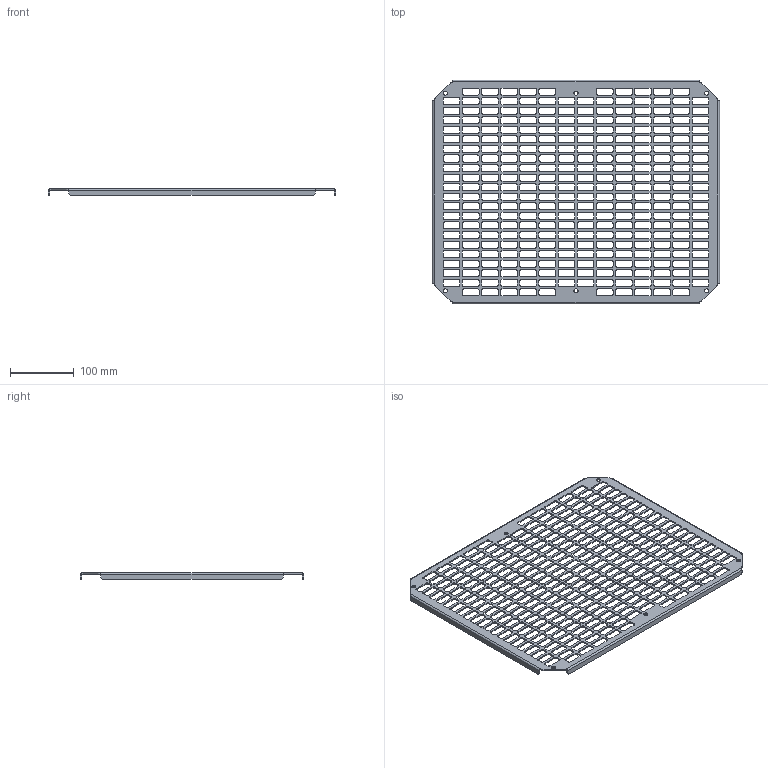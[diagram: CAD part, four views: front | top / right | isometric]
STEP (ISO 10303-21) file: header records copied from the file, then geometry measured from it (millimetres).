
FILE_DESCRIPTION (( 'STEP AP203' ), '1' );
FILE_NAME ('MPP 4050.STEP', '2021-12-08T14:03:49', ( '' ), ( '' ), 'SwSTEP 2.0', 'SolidWorks 2020', '' );
FILE_SCHEMA (( 'CONFIG_CONTROL_DESIGN' ));
Length unit declared in the file: millimetre
Products named in the file (1): MPP 4050
Bounding box: 450 x 350 x 10 mm (x, y, z)
Volume: 160607.4 mm3; surface area: 206370.2 mm2
Topology: 1 solids, 1 shells, 2470 faces, 7404 edges, 4936 vertices
Faces by surface type: cylinder 1236, plane 1234
Entity records: 85241 total; most frequent: DIRECTION 14818, CARTESIAN_POINT 14811, ORIENTED_EDGE 14808, EDGE_CURVE 7404, AXIS2_PLACEMENT_3D 4943, VERTEX_POINT 4936, VECTOR 4932, LINE 4932
